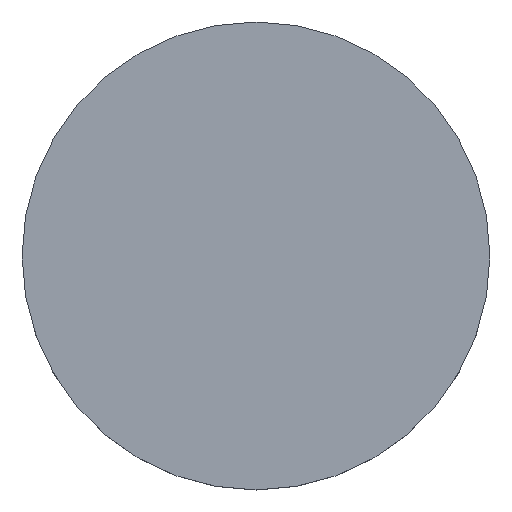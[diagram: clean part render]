
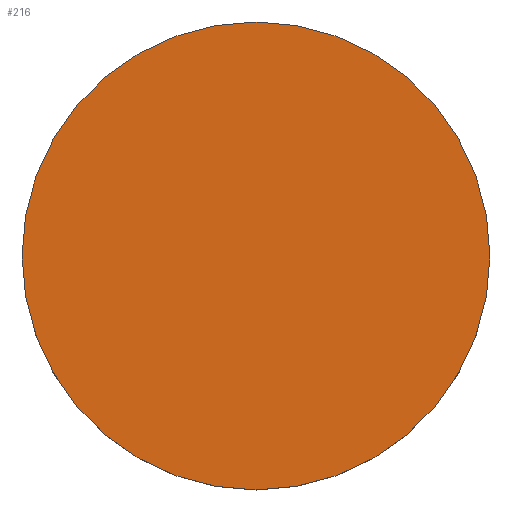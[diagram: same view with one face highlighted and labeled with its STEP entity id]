
A CAD part, top view. The second image highlights one B-rep face of the part: STEP entity #216.
In plain terms, the highlighted planar face has unit normal (0, 0, 1).
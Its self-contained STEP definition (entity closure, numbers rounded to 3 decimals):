
#1 = EDGE_LOOP ( 'NONE', ( #218, #90 ) ) ;
#3 = CIRCLE ( 'NONE', #220, 12.7 ) ;
#7 = AXIS2_PLACEMENT_3D ( 'NONE', #20, #215, #209 ) ;
#20 = CARTESIAN_POINT ( 'NONE',  ( 0., 26.112, 4. ) ) ;
#29 = EDGE_CURVE ( 'NONE', #87, #36, #3, .T. ) ;
#34 = CIRCLE ( 'NONE', #55, 12.7 ) ;
#36 = VERTEX_POINT ( 'NONE', #94 ) ;
#39 = DIRECTION ( 'NONE',  ( 1., 0., 0. ) ) ;
#55 = AXIS2_PLACEMENT_3D ( 'NONE', #63, #152, #228 ) ;
#63 = CARTESIAN_POINT ( 'NONE',  ( 0., 0., 4. ) ) ;
#87 = VERTEX_POINT ( 'NONE', #186 ) ;
#90 = ORIENTED_EDGE ( 'NONE', *, *, #29, .F. ) ;
#94 = CARTESIAN_POINT ( 'NONE',  ( 12.7, 0., 4. ) ) ;
#125 = FACE_OUTER_BOUND ( 'NONE', #1, .T. ) ;
#148 = DIRECTION ( 'NONE',  ( 0., 0., -1. ) ) ;
#152 = DIRECTION ( 'NONE',  ( 0., 0., -1. ) ) ;
#179 = EDGE_CURVE ( 'NONE', #36, #87, #34, .T. ) ;
#186 = CARTESIAN_POINT ( 'NONE',  ( -12.7, 0., 4. ) ) ;
#207 = PLANE ( 'NONE',  #7 ) ;
#209 = DIRECTION ( 'NONE',  ( 1., 0., 0. ) ) ;
#215 = DIRECTION ( 'NONE',  ( 0., 0., 1. ) ) ;
#216 = ADVANCED_FACE ( 'NONE', ( #125 ), #207, .T. ) ;
#218 = ORIENTED_EDGE ( 'NONE', *, *, #179, .F. ) ;
#220 = AXIS2_PLACEMENT_3D ( 'NONE', #225, #148, #39 ) ;
#225 = CARTESIAN_POINT ( 'NONE',  ( 0., 0., 4. ) ) ;
#228 = DIRECTION ( 'NONE',  ( 1., 0., 0. ) ) ;
